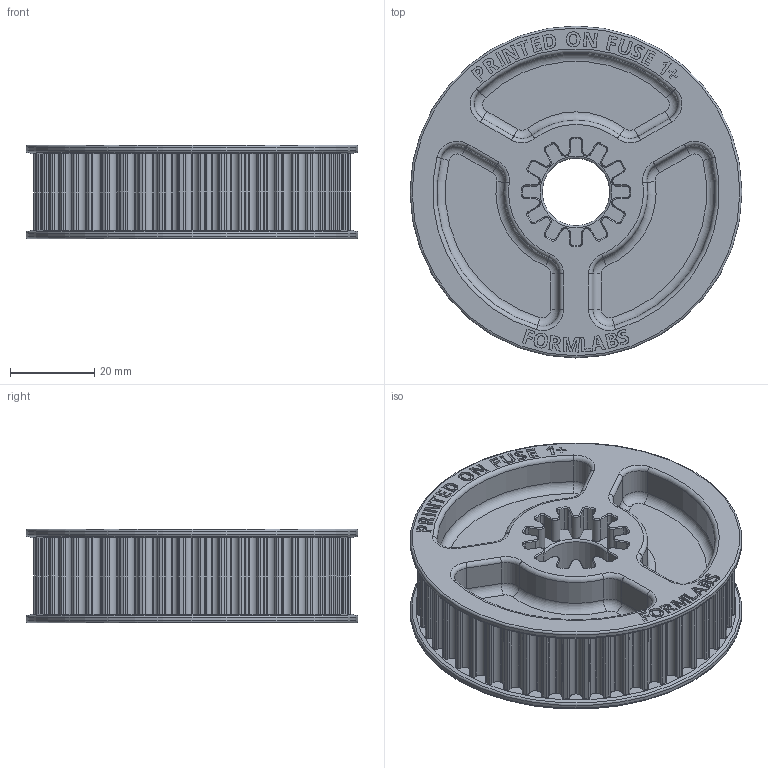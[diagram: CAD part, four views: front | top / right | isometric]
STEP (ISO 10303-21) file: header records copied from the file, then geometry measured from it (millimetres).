
FILE_DESCRIPTION(/* description */ ('STEP AP242','CAx-IF Rec.Pracs.---Representation and Presentation of Product Manufacturing Information (PMI)---4.0---2014-10-13','CAx-IF Rec.Pracs.---3D Tessellated Geometry---0.4---2014-09-14','2;1'),/* implementation_level */ '2;1');
FILE_NAME(/* name */ '66d7cf73cf21f60cce716811',/* time_stamp */ '2024-09-04T03:09:40Z',/* author */ (''),/* organization */ (''),/* preprocessor_version */ 'ST-DEVELOPER v20',/* originating_system */ ' ',/* authorisation */ ' ');
FILE_SCHEMA (('AP242_MANAGED_MODEL_BASED_3D_ENGINEERING_MIM_LF { 1 0 10303 442 1 1 4 }'));
Products named in the file (1): 48T 5mm HTD Pulley 15mm Wide Printable
Bounding box: 78.7 x 78.7 x 22.23 mm (x, y, z)
Volume: 51663.9 mm3; surface area: 25473.7 mm2
Topology: 1 solids, 1 shells, 1793 faces, 4908 edges, 3191 vertices
Faces by surface type: plane 700, cylinder 697, bspline 220, cone 98, torus 78
Full cylindrical faces by diameter (mm): 16 x1, 78.7 x2
Entity records: 57662 total; most frequent: CARTESIAN_POINT 12292, ORIENTED_EDGE 9784, DIRECTION 9218, EDGE_CURVE 4892, AXIS2_PLACEMENT_3D 3192, VERTEX_POINT 3186, LINE 2834, VECTOR 2834
